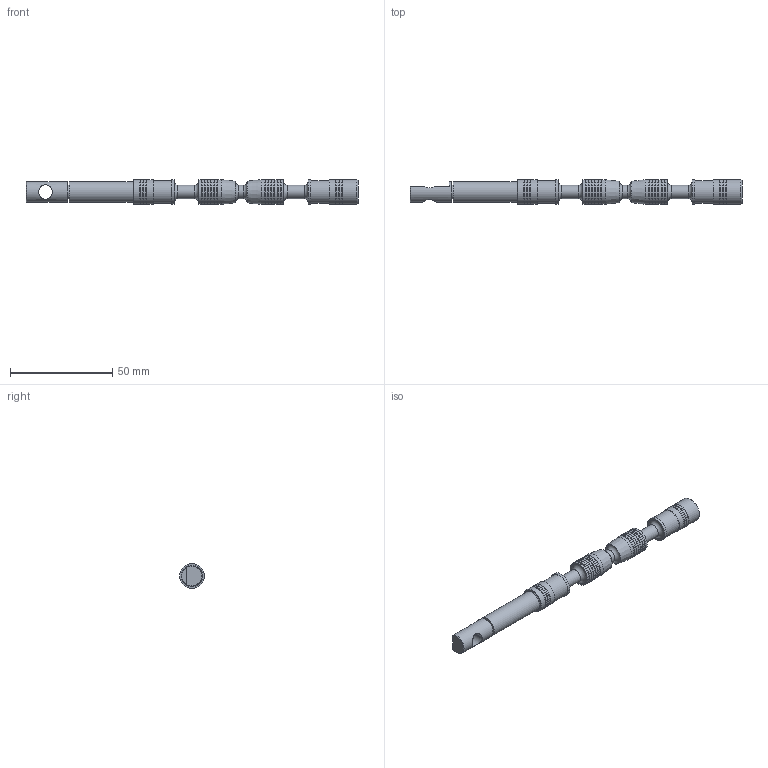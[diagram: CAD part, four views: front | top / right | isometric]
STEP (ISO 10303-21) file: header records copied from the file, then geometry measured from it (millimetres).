
FILE_DESCRIPTION(/* description */ ('Unknown'),/* implementation_level */ '2;1');
FILE_NAME(/* name */ 'AP-1020-S01-252_STEP',/* time_stamp */ '2022-01-06T13:58:48+01:00',/* author */ ('Unknown'),/* organization */ ('Unknown'),/* preprocessor_version */ 'ST-DEVELOPER v16.7',/* originating_system */ 'DEX',/* authorisation */ $);
FILE_SCHEMA (('AUTOMOTIVE_DESIGN {1 0 10303 214 3 1 1}'));
Length unit declared in the file: millimetre
Products named in the file (1): AP-1020-S01-252
Bounding box: 162 x 12 x 12 mm (x, y, z)
Volume: 12917.1 mm3; surface area: 6324.4 mm2
Topology: 1 solids, 1 shells, 131 faces, 233 edges, 154 vertices
Faces by surface type: plane 60, cylinder 55, cone 10, torus 6
Full cylindrical faces by diameter (mm): 4.134 x2, 5.4 x1, 6.5 x3, 7 x1, 10 x2, 11.2 x2, 11.5 x18, 12 x24
Entity records: 3732 total; most frequent: DIRECTION 538, CARTESIAN_POINT 460, ORIENTED_EDGE 304, AXIS2_PLACEMENT_3D 260, FACE_BOUND 250, EDGE_LOOP 249, EDGE_CURVE 152, VERTEX_POINT 140
